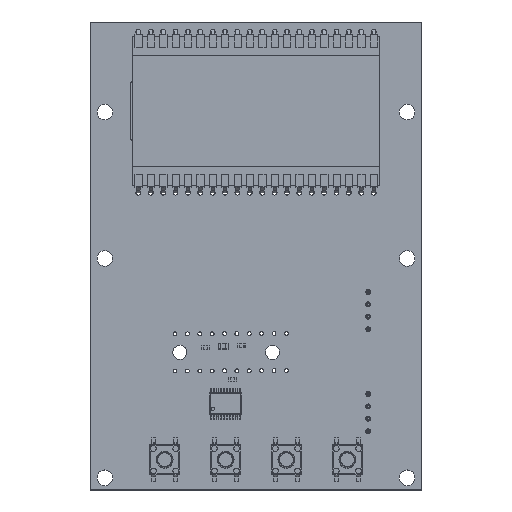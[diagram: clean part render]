
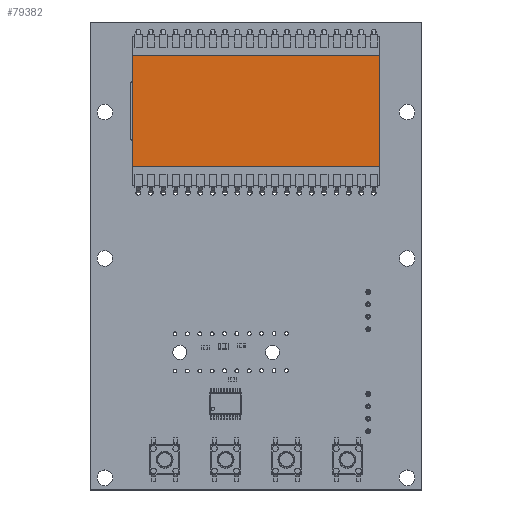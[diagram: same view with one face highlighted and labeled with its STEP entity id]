
A CAD part, top view. The second image highlights one B-rep face of the part: STEP entity #79382.
In plain terms, the highlighted planar face has unit normal (0, 0, 1).
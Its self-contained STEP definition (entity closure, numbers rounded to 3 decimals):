
#79253 = VERTEX_POINT('',#79254);
#79254 = CARTESIAN_POINT('',(-25.35,11.4,1.3));
#79260 = EDGE_CURVE('',#79253,#79261,#79263,.T.);
#79261 = VERTEX_POINT('',#79262);
#79262 = CARTESIAN_POINT('',(25.35,11.4,1.3));
#79263 = LINE('',#79264,#79265);
#79264 = CARTESIAN_POINT('',(-25.35,11.4,1.3));
#79265 = VECTOR('',#79266,1.);
#79266 = DIRECTION('',(1.,0.,0.));
#79291 = EDGE_CURVE('',#79261,#79292,#79294,.T.);
#79292 = VERTEX_POINT('',#79293);
#79293 = CARTESIAN_POINT('',(25.35,-11.4,1.3));
#79294 = LINE('',#79295,#79296);
#79295 = CARTESIAN_POINT('',(25.35,11.4,1.3));
#79296 = VECTOR('',#79297,1.);
#79297 = DIRECTION('',(0.,-1.,0.));
#79322 = EDGE_CURVE('',#79292,#79323,#79325,.T.);
#79323 = VERTEX_POINT('',#79324);
#79324 = CARTESIAN_POINT('',(-25.35,-11.4,1.3));
#79325 = LINE('',#79326,#79327);
#79326 = CARTESIAN_POINT('',(25.35,-11.4,1.3));
#79327 = VECTOR('',#79328,1.);
#79328 = DIRECTION('',(-1.,0.,0.));
#79353 = EDGE_CURVE('',#79323,#79253,#79354,.T.);
#79354 = LINE('',#79355,#79356);
#79355 = CARTESIAN_POINT('',(-25.35,-11.4,1.3));
#79356 = VECTOR('',#79357,1.);
#79357 = DIRECTION('',(0.,1.,0.));
#79382 = ADVANCED_FACE('',(#79383),#79389,.T.);
#79383 = FACE_BOUND('',#79384,.F.);
#79384 = EDGE_LOOP('',(#79385,#79386,#79387,#79388));
#79385 = ORIENTED_EDGE('',*,*,#79260,.T.);
#79386 = ORIENTED_EDGE('',*,*,#79291,.T.);
#79387 = ORIENTED_EDGE('',*,*,#79322,.T.);
#79388 = ORIENTED_EDGE('',*,*,#79353,.T.);
#79389 = PLANE('',#79390);
#79390 = AXIS2_PLACEMENT_3D('',#79391,#79392,#79393);
#79391 = CARTESIAN_POINT('',(-25.35,11.4,1.3));
#79392 = DIRECTION('',(0.,0.,1.));
#79393 = DIRECTION('',(1.,0.,-0.));
